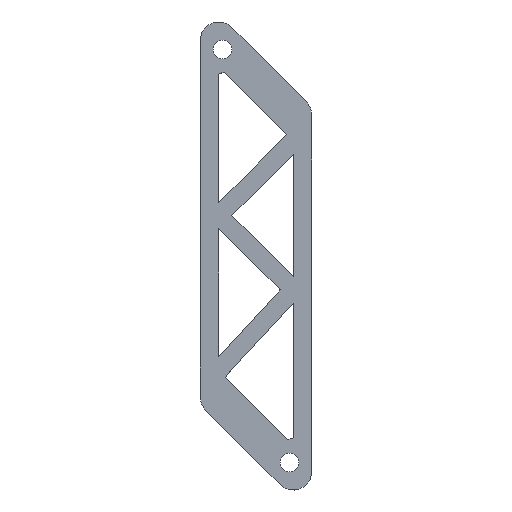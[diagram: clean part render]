
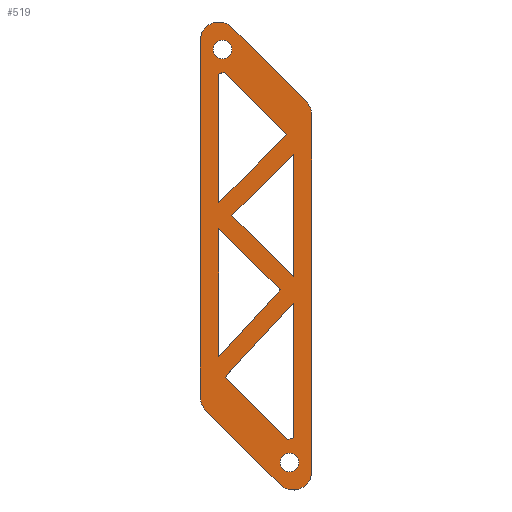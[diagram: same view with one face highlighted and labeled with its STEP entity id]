
A CAD part, top view. The second image highlights one B-rep face of the part: STEP entity #519.
In plain terms, the highlighted planar face has unit normal (0, 0, 1).
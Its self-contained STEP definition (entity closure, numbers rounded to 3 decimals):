
#15=FACE_BOUND('',#78,.T.);
#16=FACE_BOUND('',#79,.T.);
#17=FACE_BOUND('',#80,.T.);
#18=FACE_BOUND('',#81,.T.);
#19=FACE_BOUND('',#82,.T.);
#20=FACE_BOUND('',#83,.T.);
#27=CIRCLE('',#558,5.);
#29=CIRCLE('',#562,5.);
#30=CIRCLE('',#563,5.);
#31=CIRCLE('',#564,5.);
#32=CIRCLE('',#565,2.5);
#33=CIRCLE('',#566,2.5);
#51=FACE_OUTER_BOUND('',#77,.T.);
#77=EDGE_LOOP('',(#373,#374,#375,#376,#377,#378,#379,#380));
#78=EDGE_LOOP('',(#381,#382,#383,#384));
#79=EDGE_LOOP('',(#385));
#80=EDGE_LOOP('',(#386,#387,#388,#389));
#81=EDGE_LOOP('',(#390,#391,#392));
#82=EDGE_LOOP('',(#393));
#83=EDGE_LOOP('',(#394,#395,#396));
#111=LINE('',#737,#171);
#115=LINE('',#744,#175);
#118=LINE('',#752,#178);
#122=LINE('',#759,#182);
#125=LINE('',#771,#185);
#128=LINE('',#777,#188);
#129=LINE('',#781,#189);
#130=LINE('',#785,#190);
#131=LINE('',#788,#191);
#132=LINE('',#789,#192);
#133=LINE('',#793,#193);
#134=LINE('',#794,#194);
#135=LINE('',#797,#195);
#136=LINE('',#799,#196);
#137=LINE('',#800,#197);
#138=LINE('',#805,#198);
#139=LINE('',#807,#199);
#140=LINE('',#808,#200);
#171=VECTOR('',#597,10.);
#175=VECTOR('',#603,10.);
#178=VECTOR('',#608,10.);
#182=VECTOR('',#614,10.);
#185=VECTOR('',#625,10.);
#188=VECTOR('',#630,10.);
#189=VECTOR('',#633,10.);
#190=VECTOR('',#636,10.);
#191=VECTOR('',#639,10.);
#192=VECTOR('',#640,10.);
#193=VECTOR('',#643,10.);
#194=VECTOR('',#644,10.);
#195=VECTOR('',#645,10.);
#196=VECTOR('',#646,10.);
#197=VECTOR('',#647,10.);
#198=VECTOR('',#650,10.);
#199=VECTOR('',#651,10.);
#200=VECTOR('',#652,10.);
#231=VERTEX_POINT('',#734);
#232=VERTEX_POINT('',#736);
#234=VERTEX_POINT('',#742);
#237=VERTEX_POINT('',#749);
#238=VERTEX_POINT('',#751);
#240=VERTEX_POINT('',#757);
#241=VERTEX_POINT('',#761);
#242=VERTEX_POINT('',#762);
#245=VERTEX_POINT('',#770);
#247=VERTEX_POINT('',#776);
#248=VERTEX_POINT('',#778);
#249=VERTEX_POINT('',#780);
#250=VERTEX_POINT('',#782);
#251=VERTEX_POINT('',#784);
#252=VERTEX_POINT('',#787);
#253=VERTEX_POINT('',#790);
#254=VERTEX_POINT('',#792);
#255=VERTEX_POINT('',#795);
#256=VERTEX_POINT('',#796);
#257=VERTEX_POINT('',#798);
#258=VERTEX_POINT('',#801);
#259=VERTEX_POINT('',#803);
#260=VERTEX_POINT('',#804);
#261=VERTEX_POINT('',#806);
#279=EDGE_CURVE('',#231,#232,#111,.T.);
#283=EDGE_CURVE('',#231,#234,#115,.T.);
#286=EDGE_CURVE('',#237,#238,#118,.T.);
#290=EDGE_CURVE('',#237,#240,#122,.T.);
#291=EDGE_CURVE('',#241,#242,#27,.T.);
#295=EDGE_CURVE('',#245,#242,#125,.T.);
#298=EDGE_CURVE('',#241,#247,#128,.T.);
#299=EDGE_CURVE('',#248,#247,#29,.T.);
#300=EDGE_CURVE('',#248,#249,#129,.T.);
#301=EDGE_CURVE('',#250,#249,#30,.T.);
#302=EDGE_CURVE('',#250,#251,#130,.T.);
#303=EDGE_CURVE('',#245,#251,#31,.T.);
#304=EDGE_CURVE('',#252,#238,#131,.T.);
#305=EDGE_CURVE('',#240,#252,#132,.T.);
#306=EDGE_CURVE('',#253,#253,#32,.T.);
#307=EDGE_CURVE('',#234,#254,#133,.T.);
#308=EDGE_CURVE('',#254,#232,#134,.T.);
#309=EDGE_CURVE('',#255,#256,#135,.T.);
#310=EDGE_CURVE('',#256,#257,#136,.T.);
#311=EDGE_CURVE('',#257,#255,#137,.T.);
#312=EDGE_CURVE('',#258,#258,#33,.T.);
#313=EDGE_CURVE('',#259,#260,#138,.T.);
#314=EDGE_CURVE('',#260,#261,#139,.T.);
#315=EDGE_CURVE('',#261,#259,#140,.T.);
#373=ORIENTED_EDGE('',*,*,#291,.F.);
#374=ORIENTED_EDGE('',*,*,#298,.T.);
#375=ORIENTED_EDGE('',*,*,#299,.F.);
#376=ORIENTED_EDGE('',*,*,#300,.T.);
#377=ORIENTED_EDGE('',*,*,#301,.F.);
#378=ORIENTED_EDGE('',*,*,#302,.T.);
#379=ORIENTED_EDGE('',*,*,#303,.F.);
#380=ORIENTED_EDGE('',*,*,#295,.T.);
#381=ORIENTED_EDGE('',*,*,#304,.T.);
#382=ORIENTED_EDGE('',*,*,#286,.F.);
#383=ORIENTED_EDGE('',*,*,#290,.T.);
#384=ORIENTED_EDGE('',*,*,#305,.T.);
#385=ORIENTED_EDGE('',*,*,#306,.T.);
#386=ORIENTED_EDGE('',*,*,#283,.T.);
#387=ORIENTED_EDGE('',*,*,#307,.T.);
#388=ORIENTED_EDGE('',*,*,#308,.T.);
#389=ORIENTED_EDGE('',*,*,#279,.F.);
#390=ORIENTED_EDGE('',*,*,#309,.T.);
#391=ORIENTED_EDGE('',*,*,#310,.T.);
#392=ORIENTED_EDGE('',*,*,#311,.T.);
#393=ORIENTED_EDGE('',*,*,#312,.T.);
#394=ORIENTED_EDGE('',*,*,#313,.T.);
#395=ORIENTED_EDGE('',*,*,#314,.T.);
#396=ORIENTED_EDGE('',*,*,#315,.T.);
#498=PLANE('',#561);
#519=ADVANCED_FACE('',(#51,#15,#16,#17,#18,#19,#20),#498,.T.);
#558=AXIS2_PLACEMENT_3D('',#763,#617,#618);
#561=AXIS2_PLACEMENT_3D('',#775,#628,#629);
#562=AXIS2_PLACEMENT_3D('',#779,#631,#632);
#563=AXIS2_PLACEMENT_3D('',#783,#634,#635);
#564=AXIS2_PLACEMENT_3D('',#786,#637,#638);
#565=AXIS2_PLACEMENT_3D('',#791,#641,#642);
#566=AXIS2_PLACEMENT_3D('',#802,#648,#649);
#597=DIRECTION('',(-0.924,-0.383,0.));
#603=DIRECTION('',(0.707,-0.707,0.));
#608=DIRECTION('',(0.924,0.383,0.));
#614=DIRECTION('',(-0.707,0.707,0.));
#617=DIRECTION('center_axis',(0.,0.,
-1.));
#618=DIRECTION('ref_axis',(0.924,0.383,0.));
#625=DIRECTION('',(0.,1.,0.));
#628=DIRECTION('center_axis',(0.,0.,
1.));
#629=DIRECTION('ref_axis',(-1.,0.,0.));
#630=DIRECTION('',(-0.707,0.707,0.));
#631=DIRECTION('center_axis',(0.,0.,
-1.));
#632=DIRECTION('ref_axis',(-0.383,0.924,0.));
#633=DIRECTION('',(0.,-1.,0.));
#634=DIRECTION('center_axis',(0.,0.,
-1.));
#635=DIRECTION('ref_axis',(-0.924,-0.383,0.));
#636=DIRECTION('',(0.707,-0.707,0.));
#637=DIRECTION('center_axis',(0.,0.,
-1.));
#638=DIRECTION('ref_axis',(0.383,-0.924,0.));
#639=DIRECTION('',(0.,-1.,0.));
#640=DIRECTION('',(0.677,0.736,0.));
#641=DIRECTION('center_axis',(0.,0.,
-1.));
#642=DIRECTION('ref_axis',(-1.,0.,0.));
#643=DIRECTION('',(-0.707,-0.707,0.));
#644=DIRECTION('',(0.,1.,0.));
#645=DIRECTION('',(0.707,0.707,0.));
#646=DIRECTION('',(0.,-1.,0.));
#647=DIRECTION('',(-0.707,0.707,0.));
#648=DIRECTION('center_axis',(0.,0.,
-1.));
#649=DIRECTION('ref_axis',(-1.,0.,0.));
#650=DIRECTION('',(0.707,-0.707,0.));
#651=DIRECTION('',(-0.677,-0.736,0.));
#652=DIRECTION('',(0.,1.,0.));
#734=CARTESIAN_POINT('',(-95.273,74.227,11.));
#736=CARTESIAN_POINT('',(-96.687,73.641,11.));
#737=CARTESIAN_POINT('',(-100.703,71.978,11.));
#742=CARTESIAN_POINT('',(-78.455,57.409,11.));
#744=CARTESIAN_POINT('',(-96.687,75.641,11.));
#749=CARTESIAN_POINT('',(-78.101,-24.66,11.));
#751=CARTESIAN_POINT('',(-76.687,-24.075,11.));
#752=CARTESIAN_POINT('',(-72.671,-22.411,11.));
#757=CARTESIAN_POINT('',(-94.989,-7.773,11.));
#759=CARTESIAN_POINT('',(-76.687,-26.075,11.));
#761=CARTESIAN_POINT('',(-73.152,66.248,11.));
#762=CARTESIAN_POINT('',(-71.687,62.712,11.));
#763=CARTESIAN_POINT('Origin',(-76.687,62.712,11.));
#770=CARTESIAN_POINT('',(-71.687,-33.146,11.));
#771=CARTESIAN_POINT('',(-71.687,94.783,11.));
#775=CARTESIAN_POINT('Origin',(-86.687,24.783,11.));
#776=CARTESIAN_POINT('',(-93.152,86.248,11.));
#777=CARTESIAN_POINT('',(-101.687,94.783,11.));
#778=CARTESIAN_POINT('',(-101.687,82.712,11.));
#779=CARTESIAN_POINT('Origin',(-96.687,82.712,11.));
#780=CARTESIAN_POINT('',(-101.687,-13.146,11.));
#781=CARTESIAN_POINT('',(-101.687,-45.217,11.));
#782=CARTESIAN_POINT('',(-100.223,-16.681,11.));
#783=CARTESIAN_POINT('Origin',(-96.687,-13.146,11.));
#784=CARTESIAN_POINT('',(-80.223,-36.681,11.));
#785=CARTESIAN_POINT('',(-71.687,-45.217,11.));
#786=CARTESIAN_POINT('Origin',(-76.687,-33.146,11.));
#787=CARTESIAN_POINT('',(-76.687,12.099,11.));
#788=CARTESIAN_POINT('',(-76.687,55.641,11.));
#789=CARTESIAN_POINT('',(-76.687,12.099,11.));
#790=CARTESIAN_POINT('',(-75.187,-30.732,11.));
#791=CARTESIAN_POINT('Origin',(-77.687,-30.732,11.));
#792=CARTESIAN_POINT('',(-96.687,39.177,11.));
#793=CARTESIAN_POINT('',(-78.455,57.409,11.));
#794=CARTESIAN_POINT('',(-96.687,-6.075,11.));
#795=CARTESIAN_POINT('',(-93.152,35.641,11.));
#796=CARTESIAN_POINT('',(-76.687,52.106,11.));
#797=CARTESIAN_POINT('',(-76.687,52.106,11.));
#798=CARTESIAN_POINT('',(-76.687,19.177,11.));
#799=CARTESIAN_POINT('',(-76.687,55.641,11.));
#800=CARTESIAN_POINT('',(-93.152,35.641,11.));
#801=CARTESIAN_POINT('',(-93.187,80.298,11.));
#802=CARTESIAN_POINT('Origin',(-95.687,80.298,11.));
#803=CARTESIAN_POINT('',(-96.687,32.106,11.));
#804=CARTESIAN_POINT('',(-80.223,15.641,11.));
#805=CARTESIAN_POINT('',(-96.687,32.106,11.));
#806=CARTESIAN_POINT('',(-96.687,-2.236,11.));
#807=CARTESIAN_POINT('',(-80.223,15.641,11.));
#808=CARTESIAN_POINT('',(-96.687,-6.075,11.));
